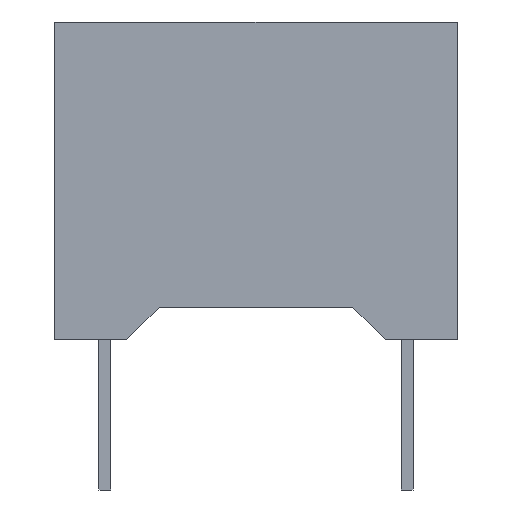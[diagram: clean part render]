
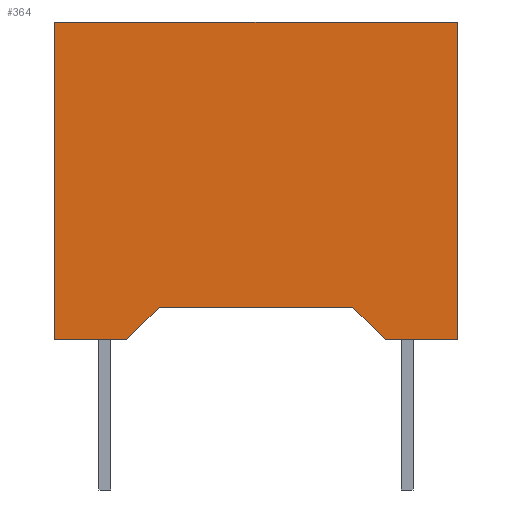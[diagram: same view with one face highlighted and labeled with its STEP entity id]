
A CAD part, left-side view. The second image highlights one B-rep face of the part: STEP entity #364.
In plain terms, the highlighted planar face has unit normal (-1, 0, 0).
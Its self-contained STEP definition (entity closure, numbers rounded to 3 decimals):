
#34 = LINE ( 'NONE', #3058, #5516 ) ;
#148 = CARTESIAN_POINT ( 'NONE',  ( -12.635, -3.256, 0. ) ) ;
#287 = CARTESIAN_POINT ( 'NONE',  ( -12.635, 5.08, 8. ) ) ;
#329 = CARTESIAN_POINT ( 'NONE',  ( -12.635, -5.08, 0. ) ) ;
#364 = ADVANCED_FACE ( 'NONE', ( #3165 ), #2589, .F. ) ;
#662 = LINE ( 'NONE', #2913, #7814 ) ;
#808 = DIRECTION ( 'NONE',  ( 0., 0., -1. ) ) ;
#925 = EDGE_CURVE ( 'NONE', #3311, #1099, #34, .T. ) ;
#1021 = CARTESIAN_POINT ( 'NONE',  ( -12.635, 5.08, 8. ) ) ;
#1099 = VERTEX_POINT ( 'NONE', #1423 ) ;
#1152 = DIRECTION ( 'NONE',  ( 0., 1., 0. ) ) ;
#1206 = VECTOR ( 'NONE', #2041, 1000. ) ;
#1325 = ORIENTED_EDGE ( 'NONE', *, *, #2088, .F. ) ;
#1423 = CARTESIAN_POINT ( 'NONE',  ( -12.635, 2.444, 0.801 ) ) ;
#1510 = ORIENTED_EDGE ( 'NONE', *, *, #925, .F. ) ;
#1573 = AXIS2_PLACEMENT_3D ( 'NONE', #4995, #6850, #808 ) ;
#1592 = DIRECTION ( 'NONE',  ( 0., -1., 0. ) ) ;
#1611 = ORIENTED_EDGE ( 'NONE', *, *, #2654, .T. ) ;
#1683 = VERTEX_POINT ( 'NONE', #4744 ) ;
#1754 = EDGE_CURVE ( 'NONE', #1683, #7397, #7260, .T. ) ;
#1798 = VERTEX_POINT ( 'NONE', #4246 ) ;
#1823 = CARTESIAN_POINT ( 'NONE',  ( -12.635, -5.08, 8. ) ) ;
#1854 = VECTOR ( 'NONE', #3417, 1000. ) ;
#2041 = DIRECTION ( 'NONE',  ( 0., 0., -1. ) ) ;
#2048 = LINE ( 'NONE', #6823, #7130 ) ;
#2087 = CARTESIAN_POINT ( 'NONE',  ( -12.635, 1.607, 1.628 ) ) ;
#2088 = EDGE_CURVE ( 'NONE', #6592, #1683, #7719, .T. ) ;
#2136 = ORIENTED_EDGE ( 'NONE', *, *, #1754, .F. ) ;
#2220 = LINE ( 'NONE', #6994, #6818 ) ;
#2265 = VECTOR ( 'NONE', #5879, 1000. ) ;
#2284 = EDGE_CURVE ( 'NONE', #4638, #1798, #662, .T. ) ;
#2384 = ORIENTED_EDGE ( 'NONE', *, *, #3712, .F. ) ;
#2456 = DIRECTION ( 'NONE',  ( 0., -1., 0. ) ) ;
#2589 = PLANE ( 'NONE',  #1573 ) ;
#2654 = EDGE_CURVE ( 'NONE', #2818, #7397, #2220, .T. ) ;
#2726 = ORIENTED_EDGE ( 'NONE', *, *, #2284, .T. ) ;
#2818 = VERTEX_POINT ( 'NONE', #148 ) ;
#2853 = EDGE_CURVE ( 'NONE', #1798, #1099, #6253, .T. ) ;
#2913 = CARTESIAN_POINT ( 'NONE',  ( -12.635, 5.08, 0. ) ) ;
#3058 = CARTESIAN_POINT ( 'NONE',  ( -12.635, 0., 0.801 ) ) ;
#3144 = DIRECTION ( 'NONE',  ( 0., -0.712, 0.703 ) ) ;
#3165 = FACE_OUTER_BOUND ( 'NONE', #5251, .T. ) ;
#3311 = VERTEX_POINT ( 'NONE', #6782 ) ;
#3417 = DIRECTION ( 'NONE',  ( 0., -1., 0. ) ) ;
#3464 = CARTESIAN_POINT ( 'NONE',  ( -12.635, 5.08, 0. ) ) ;
#3611 = ORIENTED_EDGE ( 'NONE', *, *, #2853, .T. ) ;
#3712 = EDGE_CURVE ( 'NONE', #2818, #3311, #2048, .T. ) ;
#3955 = EDGE_CURVE ( 'NONE', #6592, #4638, #7358, .T. ) ;
#4246 = CARTESIAN_POINT ( 'NONE',  ( -12.635, 3.256, 0. ) ) ;
#4357 = CARTESIAN_POINT ( 'NONE',  ( -12.635, 5.08, 8. ) ) ;
#4638 = VERTEX_POINT ( 'NONE', #3464 ) ;
#4744 = CARTESIAN_POINT ( 'NONE',  ( -12.635, -5.08, 8. ) ) ;
#4995 = CARTESIAN_POINT ( 'NONE',  ( -12.635, 5.08, 8. ) ) ;
#5011 = ORIENTED_EDGE ( 'NONE', *, *, #3955, .T. ) ;
#5251 = EDGE_LOOP ( 'NONE', ( #2384, #1611, #2136, #1325, #5011, #2726, #3611, #1510 ) ) ;
#5516 = VECTOR ( 'NONE', #1152, 1000. ) ;
#5879 = DIRECTION ( 'NONE',  ( 0., 0., -1. ) ) ;
#6218 = DIRECTION ( 'NONE',  ( 0., 0.712, 0.703 ) ) ;
#6253 = LINE ( 'NONE', #2087, #7412 ) ;
#6592 = VERTEX_POINT ( 'NONE', #287 ) ;
#6782 = CARTESIAN_POINT ( 'NONE',  ( -12.635, -2.444, 0.801 ) ) ;
#6818 = VECTOR ( 'NONE', #1592, 1000. ) ;
#6823 = CARTESIAN_POINT ( 'NONE',  ( -12.635, -1.607, 1.628 ) ) ;
#6850 = DIRECTION ( 'NONE',  ( 1., 0., 0. ) ) ;
#6994 = CARTESIAN_POINT ( 'NONE',  ( -12.635, 5.08, 0. ) ) ;
#7130 = VECTOR ( 'NONE', #6218, 1000. ) ;
#7260 = LINE ( 'NONE', #1823, #2265 ) ;
#7358 = LINE ( 'NONE', #4357, #1206 ) ;
#7397 = VERTEX_POINT ( 'NONE', #329 ) ;
#7412 = VECTOR ( 'NONE', #3144, 1000. ) ;
#7719 = LINE ( 'NONE', #1021, #1854 ) ;
#7814 = VECTOR ( 'NONE', #2456, 1000. ) ;
